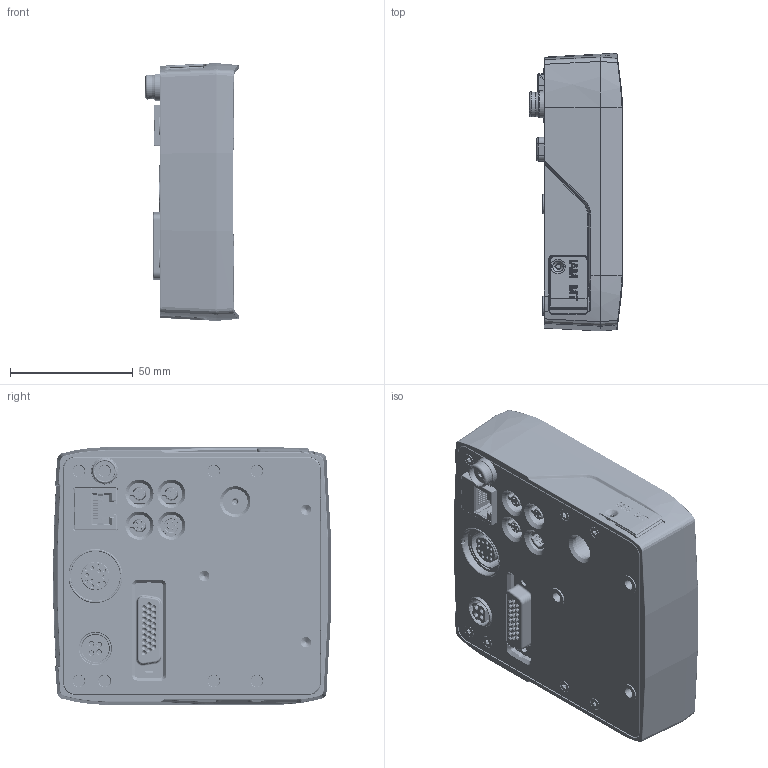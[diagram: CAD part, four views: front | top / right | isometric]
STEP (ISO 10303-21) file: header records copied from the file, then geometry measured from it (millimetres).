
FILE_DESCRIPTION((''),'2;1');
FILE_NAME('4224300184_ASM','2016-10-20T',('tooextje'),(''),'CREO PARAMETRIC BY PTC INC, 2015380','CREO PARAMETRIC BY PTC INC, 2015380','');
FILE_SCHEMA(('CONFIG_CONTROL_DESIGN','GEOMETRIC_VALIDATION_PROPERTIES_MIM'));
Length unit declared in the file: millimetre
Products named in the file (19): 4216262500_AF0; 0298100175; 4216262580_AF0_ASM; 0219110030; 4216118300; 0219110003; 4216116600_AF0; 4216239180_AF0; 4216185800_AF0; 4216262600_AF0; 4216262800_AF0; 4216262700; 4216262880_AF0_ASM; 0219110031_AF0; 0219110031_AF1; 0219110031_AF2; 0219110031_AF3; 4216263200_SPEC_AF0; 4224300184_ASM
Assembly tree (22 placements, depth 3):
  4224300184_ASM
    4216262580_AF0_ASM
      4216262500_AF0
      0298100175  x3
    0219110030  x3
    4216118300
    0219110003
    4216116600_AF0
    4216239180_AF0
    4216185800_AF0
    4216262600_AF0
    4216262880_AF0_ASM
      4216262800_AF0
      4216262700
    0219110031_AF0
    0219110031_AF1
    0219110031_AF2
    0219110031_AF3
    4216263200_SPEC_AF0
Bounding box: 37.96 x 113.2 x 105 mm (x, y, z)
Volume: 120287.8 mm3; surface area: 111498.8 mm2
Topology: 37 solids, 182 shells, 5480 faces, 15727 edges, 10527 vertices
Faces by surface type: plane 2477, cylinder 1630, cone 566, bspline 401, torus 255, sphere 114, extrusion 37
Entity records: 226119 total; most frequent: CARTESIAN_POINT 55007, ORIENTED_EDGE 28590, DIRECTION 28282, EDGE_CURVE 15409, VERTEX_POINT 10401, VECTOR 9734, LINE 9697, AXIS2_PLACEMENT_3D 9274
